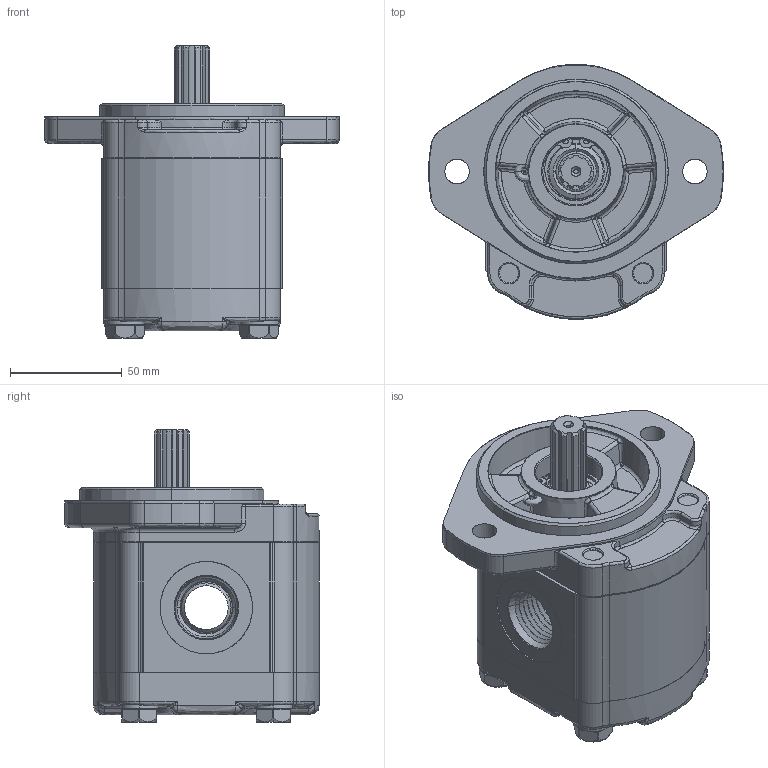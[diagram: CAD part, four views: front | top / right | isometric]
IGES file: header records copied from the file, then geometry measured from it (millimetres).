
Start section: SolidWorks IGES file using analytic representation for surfaces
Global section: file name: PX1035528A.IGS; native system: SolidWorks 2015; preprocessor: SolidWorks 2015; author: darrelj; date: 180608.154653; units: inch
Bounding box: 131.97 x 113.85 x 130.9 mm (x, y, z)
Surface area: 79162.7 mm2 (no closed solid volume)
Topology: 0 solids, 0 shells, 780 faces, 8507 edges, 8478 vertices
Faces by surface type: bspline 412, revolution 368
